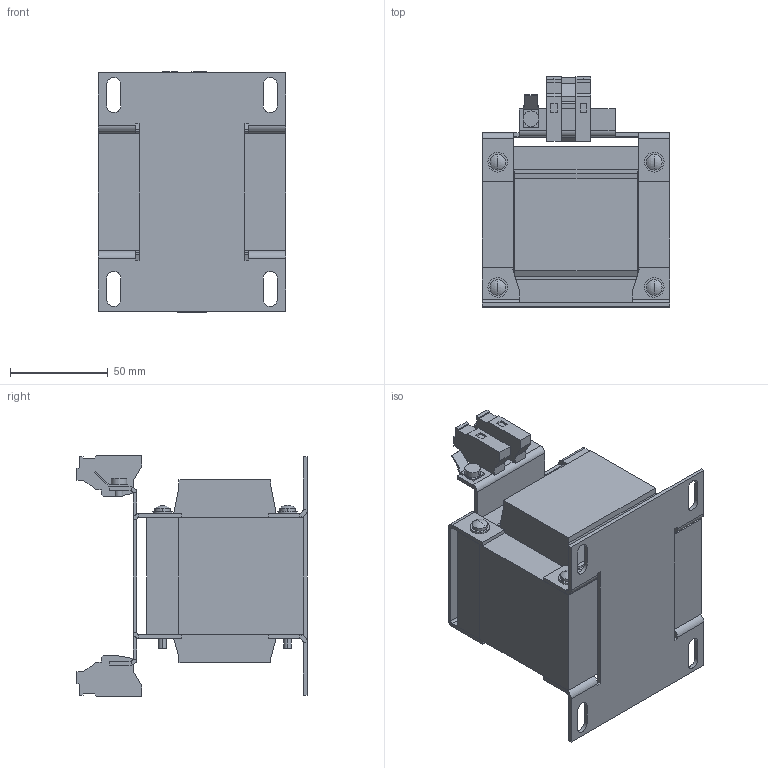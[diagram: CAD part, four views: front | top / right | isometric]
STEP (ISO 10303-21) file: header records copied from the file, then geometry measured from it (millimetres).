
FILE_DESCRIPTION (( 'STEP AP214' ), '1' );
FILE_NAME ('209185.STEP', '2020-07-21T07:54:13', ( '' ), ( '' ), 'SwSTEP 2.0', 'SolidWorks 2018', '' );
FILE_SCHEMA (( 'AUTOMOTIVE_DESIGN' ));
Length unit declared in the file: millimetre
Products named in the file (1): 209185
Bounding box: 96 x 117.7 x 123 mm (x, y, z)
Volume: 612461.8 mm3; surface area: 105634.8 mm2
Topology: 1 solids, 1 shells, 384 faces, 1002 edges, 634 vertices
Faces by surface type: plane 291, cylinder 85, sphere 8
Entity records: 11686 total; most frequent: CARTESIAN_POINT 2021, ORIENTED_EDGE 2004, DIRECTION 1966, EDGE_CURVE 1002, VECTOR 808, LINE 808, VERTEX_POINT 634, AXIS2_PLACEMENT_3D 579
